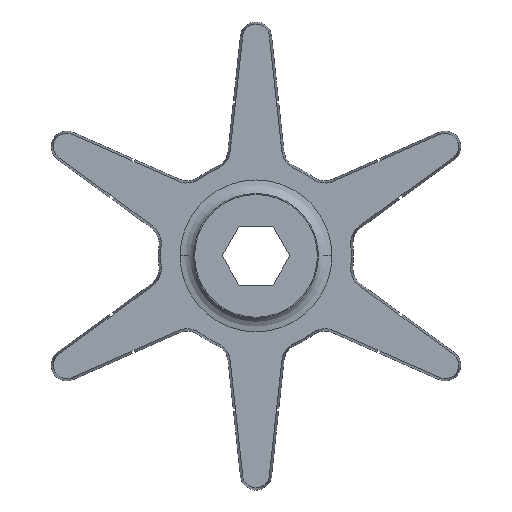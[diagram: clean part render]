
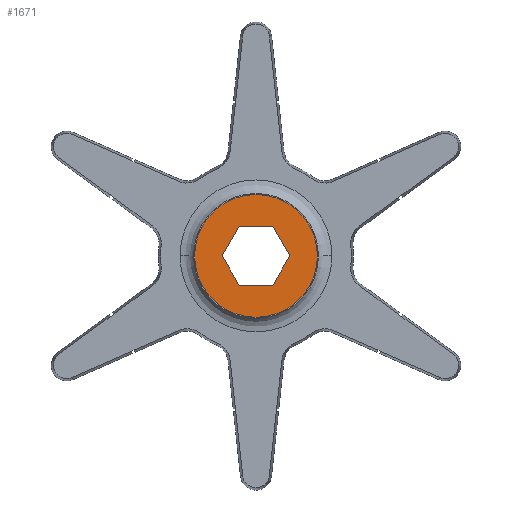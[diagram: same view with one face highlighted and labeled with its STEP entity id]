
A CAD part, top view. The second image highlights one B-rep face of the part: STEP entity #1671.
In plain terms, the highlighted planar face has unit normal (0, 0, 1).
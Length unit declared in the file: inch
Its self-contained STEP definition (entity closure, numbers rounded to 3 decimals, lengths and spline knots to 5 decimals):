
#18 = CARTESIAN_POINT ( 'NONE',  ( -0.10825, 0.1875, 0. ) ) ;
#64 = CARTESIAN_POINT ( 'NONE',  ( 0., 0., 0. ) ) ;
#100 = VECTOR ( 'NONE', #350, 39.37008 ) ;
#126 = ORIENTED_EDGE ( 'NONE', *, *, #3480, .F. ) ;
#210 = CARTESIAN_POINT ( 'NONE',  ( 0., 0., 0. ) ) ;
#244 = DIRECTION ( 'NONE',  ( 0.5, 0.866, 0. ) ) ;
#248 = EDGE_CURVE ( 'NONE', #1154, #594, #550, .T. ) ;
#289 = DIRECTION ( 'NONE',  ( -0.5, -0.866, 0. ) ) ;
#304 = VECTOR ( 'NONE', #1656, 39.37008 ) ;
#313 = FACE_BOUND ( 'NONE', #1091, .T. ) ;
#350 = DIRECTION ( 'NONE',  ( 1., 0., 0. ) ) ;
#391 = DIRECTION ( 'NONE',  ( -1., 0., 0. ) ) ;
#399 = DIRECTION ( 'NONE',  ( 0., 0., 1. ) ) ;
#550 = LINE ( 'NONE', #18, #1923 ) ;
#594 = VERTEX_POINT ( 'NONE', #1001 ) ;
#596 = EDGE_CURVE ( 'NONE', #3293, #2713, #1020, .T. ) ;
#640 = EDGE_CURVE ( 'NONE', #2056, #2632, #2042, .T. ) ;
#641 = CARTESIAN_POINT ( 'NONE',  ( 0., 0., 0. ) ) ;
#709 = EDGE_LOOP ( 'NONE', ( #1934, #1309 ) ) ;
#715 = EDGE_CURVE ( 'NONE', #2713, #1154, #1516, .T. ) ;
#798 = ORIENTED_EDGE ( 'NONE', *, *, #248, .F. ) ;
#875 = ORIENTED_EDGE ( 'NONE', *, *, #596, .F. ) ;
#965 = CIRCLE ( 'NONE', #1890, 0.3937 ) ;
#1001 = CARTESIAN_POINT ( 'NONE',  ( -0.21651, 0., 0. ) ) ;
#1020 = LINE ( 'NONE', #1801, #1826 ) ;
#1091 = EDGE_LOOP ( 'NONE', ( #2522, #126, #2256, #798, #1141, #875 ) ) ;
#1130 = DIRECTION ( 'NONE',  ( 0., 0., -1. ) ) ;
#1141 = ORIENTED_EDGE ( 'NONE', *, *, #715, .F. ) ;
#1154 = VERTEX_POINT ( 'NONE', #1433 ) ;
#1182 = DIRECTION ( 'NONE',  ( 1., 0., 0. ) ) ;
#1203 = LINE ( 'NONE', #2059, #100 ) ;
#1281 = CARTESIAN_POINT ( 'NONE',  ( -0.10825, -0.1875, 0. ) ) ;
#1309 = ORIENTED_EDGE ( 'NONE', *, *, #2177, .T. ) ;
#1313 = VECTOR ( 'NONE', #244, 39.37008 ) ;
#1318 = DIRECTION ( 'NONE',  ( 0., 0., 1. ) ) ;
#1433 = CARTESIAN_POINT ( 'NONE',  ( -0.10825, 0.1875, 0. ) ) ;
#1442 = FACE_OUTER_BOUND ( 'NONE', #709, .T. ) ;
#1451 = CARTESIAN_POINT ( 'NONE',  ( 0.10825, 0.1875, 0. ) ) ;
#1516 = LINE ( 'NONE', #1451, #3381 ) ;
#1560 = CARTESIAN_POINT ( 'NONE',  ( -0.3937, 0., 0. ) ) ;
#1616 = EDGE_CURVE ( 'NONE', #594, #2541, #2223, .T. ) ;
#1656 = DIRECTION ( 'NONE',  ( 0.5, -0.866, 0. ) ) ;
#1671 = ADVANCED_FACE ( 'NONE', ( #1442, #313 ), #1735, .F. ) ;
#1696 = AXIS2_PLACEMENT_3D ( 'NONE', #641, #1130, #1182 ) ;
#1735 = PLANE ( 'NONE',  #1696 ) ;
#1801 = CARTESIAN_POINT ( 'NONE',  ( 0.21651, 0., 0. ) ) ;
#1826 = VECTOR ( 'NONE', #2916, 39.37008 ) ;
#1890 = AXIS2_PLACEMENT_3D ( 'NONE', #64, #399, #2280 ) ;
#1920 = CARTESIAN_POINT ( 'NONE',  ( 0.3937, 0., 0. ) ) ;
#1923 = VECTOR ( 'NONE', #289, 39.37008 ) ;
#1934 = ORIENTED_EDGE ( 'NONE', *, *, #640, .T. ) ;
#2042 = CIRCLE ( 'NONE', #3043, 0.3937 ) ;
#2056 = VERTEX_POINT ( 'NONE', #1560 ) ;
#2059 = CARTESIAN_POINT ( 'NONE',  ( -0.10825, -0.1875, 0. ) ) ;
#2177 = EDGE_CURVE ( 'NONE', #2632, #2056, #965, .T. ) ;
#2223 = LINE ( 'NONE', #2457, #304 ) ;
#2256 = ORIENTED_EDGE ( 'NONE', *, *, #1616, .F. ) ;
#2280 = DIRECTION ( 'NONE',  ( 1., 0., 0. ) ) ;
#2313 = VERTEX_POINT ( 'NONE', #3224 ) ;
#2435 = DIRECTION ( 'NONE',  ( 1., 0., 0. ) ) ;
#2438 = EDGE_CURVE ( 'NONE', #2313, #3293, #2442, .T. ) ;
#2442 = LINE ( 'NONE', #3260, #1313 ) ;
#2457 = CARTESIAN_POINT ( 'NONE',  ( -0.21651, 0., 0. ) ) ;
#2522 = ORIENTED_EDGE ( 'NONE', *, *, #2438, .F. ) ;
#2541 = VERTEX_POINT ( 'NONE', #1281 ) ;
#2632 = VERTEX_POINT ( 'NONE', #1920 ) ;
#2713 = VERTEX_POINT ( 'NONE', #2805 ) ;
#2805 = CARTESIAN_POINT ( 'NONE',  ( 0.10825, 0.1875, 0. ) ) ;
#2916 = DIRECTION ( 'NONE',  ( -0.5, 0.866, 0. ) ) ;
#3043 = AXIS2_PLACEMENT_3D ( 'NONE', #210, #1318, #2435 ) ;
#3224 = CARTESIAN_POINT ( 'NONE',  ( 0.10825, -0.1875, 0. ) ) ;
#3260 = CARTESIAN_POINT ( 'NONE',  ( 0.10825, -0.1875, 0. ) ) ;
#3293 = VERTEX_POINT ( 'NONE', #3374 ) ;
#3374 = CARTESIAN_POINT ( 'NONE',  ( 0.21651, 0., 0. ) ) ;
#3381 = VECTOR ( 'NONE', #391, 39.37008 ) ;
#3480 = EDGE_CURVE ( 'NONE', #2541, #2313, #1203, .T. ) ;
